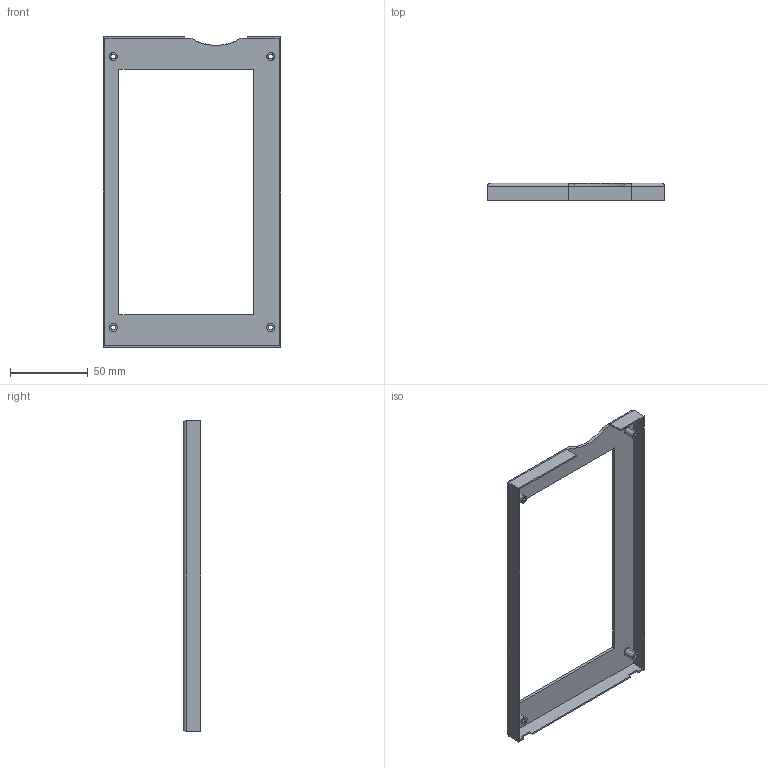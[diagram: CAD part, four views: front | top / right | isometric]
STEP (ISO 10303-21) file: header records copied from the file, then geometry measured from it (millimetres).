
FILE_DESCRIPTION (( 'STEP AP203' ), '1' );
FILE_NAME ('Top part LCD behuizing.STEP', '2022-10-28T10:46:04', ( '' ), ( '' ), 'SwSTEP 2.0', 'SolidWorks 2022', '' );
FILE_SCHEMA (( 'CONFIG_CONTROL_DESIGN' ));
Length unit declared in the file: millimetre
Products named in the file (1): Top part LCD behuizing
Bounding box: 114.25 x 11.1 x 200.3 mm (x, y, z)
Volume: 23198.4 mm3; surface area: 31173.7 mm2
Topology: 1 solids, 1 shells, 55 faces, 141 edges, 92 vertices
Faces by surface type: plane 33, cylinder 22
Entity records: 1766 total; most frequent: CARTESIAN_POINT 311, DIRECTION 283, ORIENTED_EDGE 282, EDGE_CURVE 141, LINE 99, VECTOR 99, AXIS2_PLACEMENT_3D 92, VERTEX_POINT 92
